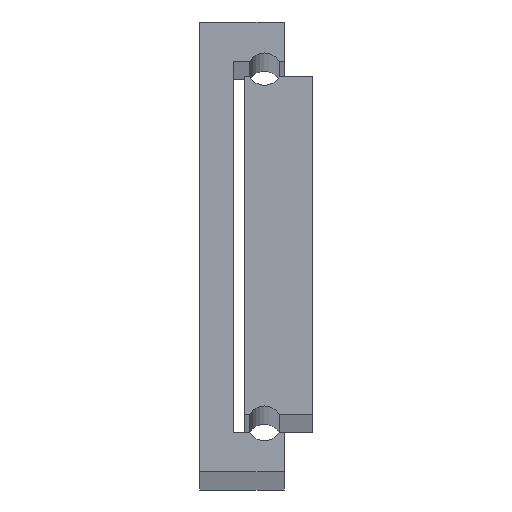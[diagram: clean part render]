
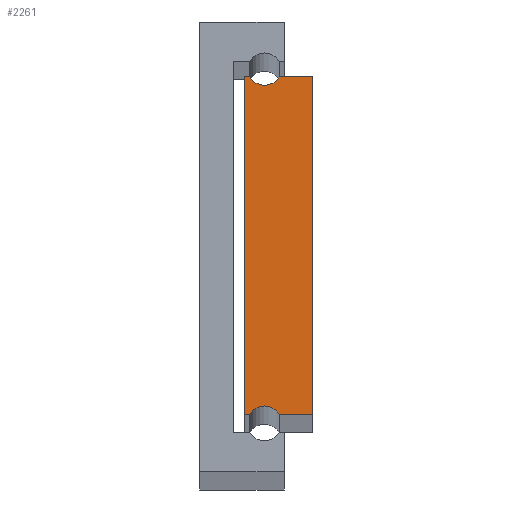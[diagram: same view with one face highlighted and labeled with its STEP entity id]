
A CAD part, top view. The second image highlights one B-rep face of the part: STEP entity #2261.
In plain terms, the highlighted planar face has unit normal (0, 0, 1).
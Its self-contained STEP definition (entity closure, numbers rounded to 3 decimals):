
#16 = CARTESIAN_POINT ( 'NONE',  ( -0.571, 80.424, 925. ) ) ;
#67 = EDGE_LOOP ( 'NONE', ( #3112, #286, #537, #2165, #1605, #83, #2477, #1630 ) ) ;
#83 = ORIENTED_EDGE ( 'NONE', *, *, #2316, .T. ) ;
#130 = EDGE_CURVE ( 'NONE', #1747, #1180, #1314, .T. ) ;
#134 = CARTESIAN_POINT ( 'NONE',  ( 7.929, 78.924, 925. ) ) ;
#154 = PLANE ( 'NONE',  #649 ) ;
#215 = DIRECTION ( 'NONE',  ( 1., 0., 0. ) ) ;
#240 = DIRECTION ( 'NONE',  ( 0., -1., 0. ) ) ;
#286 = ORIENTED_EDGE ( 'NONE', *, *, #130, .T. ) ;
#303 = VECTOR ( 'NONE', #594, 1000. ) ;
#317 = EDGE_CURVE ( 'NONE', #1180, #3019, #920, .T. ) ;
#355 = CARTESIAN_POINT ( 'NONE',  ( -4.071, 18.924, 925. ) ) ;
#453 = CIRCLE ( 'NONE', #2225, 3. ) ;
#469 = CARTESIAN_POINT ( 'NONE',  ( -4.071, 18.924, 925. ) ) ;
#537 = ORIENTED_EDGE ( 'NONE', *, *, #317, .T. ) ;
#594 = DIRECTION ( 'NONE',  ( 0., 1., 0. ) ) ;
#649 = AXIS2_PLACEMENT_3D ( 'NONE', #3007, #804, #2803 ) ;
#684 = VERTEX_POINT ( 'NONE', #889 ) ;
#694 = LINE ( 'NONE', #1417, #3036 ) ;
#698 = CARTESIAN_POINT ( 'NONE',  ( -3.169, 18.924, 925. ) ) ;
#703 = LINE ( 'NONE', #1628, #890 ) ;
#714 = VECTOR ( 'NONE', #1081, 1000. ) ;
#804 = DIRECTION ( 'NONE',  ( 0., 0., -1. ) ) ;
#832 = VERTEX_POINT ( 'NONE', #1973 ) ;
#858 = DIRECTION ( 'NONE',  ( -1., 0., 0. ) ) ;
#876 = CARTESIAN_POINT ( 'NONE',  ( 2.027, 78.924, 925. ) ) ;
#889 = CARTESIAN_POINT ( 'NONE',  ( 7.929, 78.924, 925. ) ) ;
#890 = VECTOR ( 'NONE', #215, 1000. ) ;
#920 = CIRCLE ( 'NONE', #3110, 3. ) ;
#1048 = CARTESIAN_POINT ( 'NONE',  ( -3.169, 78.924, 925. ) ) ;
#1054 = VERTEX_POINT ( 'NONE', #876 ) ;
#1078 = EDGE_CURVE ( 'NONE', #3019, #2478, #703, .T. ) ;
#1081 = DIRECTION ( 'NONE',  ( -1., 0., 0. ) ) ;
#1127 = CARTESIAN_POINT ( 'NONE',  ( -0.571, 17.424, 925. ) ) ;
#1180 = VERTEX_POINT ( 'NONE', #698 ) ;
#1275 = VECTOR ( 'NONE', #858, 1000. ) ;
#1298 = DIRECTION ( 'NONE',  ( 1., 0., 0. ) ) ;
#1314 = LINE ( 'NONE', #355, #2405 ) ;
#1417 = CARTESIAN_POINT ( 'NONE',  ( -4.071, 78.924, 925. ) ) ;
#1588 = EDGE_CURVE ( 'NONE', #1054, #2554, #453, .T. ) ;
#1605 = ORIENTED_EDGE ( 'NONE', *, *, #1961, .T. ) ;
#1628 = CARTESIAN_POINT ( 'NONE',  ( 2.027, 18.924, 925. ) ) ;
#1630 = ORIENTED_EDGE ( 'NONE', *, *, #2005, .T. ) ;
#1656 = CARTESIAN_POINT ( 'NONE',  ( 7.929, 18.924, 925. ) ) ;
#1747 = VERTEX_POINT ( 'NONE', #469 ) ;
#1815 = FACE_OUTER_BOUND ( 'NONE', #67, .T. ) ;
#1820 = CARTESIAN_POINT ( 'NONE',  ( 2.027, 18.924, 925. ) ) ;
#1961 = EDGE_CURVE ( 'NONE', #2478, #684, #2037, .T. ) ;
#1962 = DIRECTION ( 'NONE',  ( 1., 0., 0. ) ) ;
#1973 = CARTESIAN_POINT ( 'NONE',  ( -4.071, 78.924, 925. ) ) ;
#2005 = EDGE_CURVE ( 'NONE', #2554, #832, #2548, .T. ) ;
#2037 = LINE ( 'NONE', #2294, #303 ) ;
#2117 = DIRECTION ( 'NONE',  ( 0., 0., -1. ) ) ;
#2139 = LINE ( 'NONE', #134, #1275 ) ;
#2165 = ORIENTED_EDGE ( 'NONE', *, *, #1078, .T. ) ;
#2225 = AXIS2_PLACEMENT_3D ( 'NONE', #16, #2898, #1962 ) ;
#2261 = ADVANCED_FACE ( 'NONE', ( #1815 ), #154, .F. ) ;
#2294 = CARTESIAN_POINT ( 'NONE',  ( 7.929, 18.924, 925. ) ) ;
#2308 = CARTESIAN_POINT ( 'NONE',  ( -3.169, 78.924, 925. ) ) ;
#2316 = EDGE_CURVE ( 'NONE', #684, #1054, #2139, .T. ) ;
#2405 = VECTOR ( 'NONE', #1298, 1000. ) ;
#2477 = ORIENTED_EDGE ( 'NONE', *, *, #1588, .T. ) ;
#2478 = VERTEX_POINT ( 'NONE', #1656 ) ;
#2503 = EDGE_CURVE ( 'NONE', #832, #1747, #694, .T. ) ;
#2548 = LINE ( 'NONE', #2308, #714 ) ;
#2554 = VERTEX_POINT ( 'NONE', #1048 ) ;
#2803 = DIRECTION ( 'NONE',  ( -1., 0., 0. ) ) ;
#2852 = DIRECTION ( 'NONE',  ( -1., 0., 0. ) ) ;
#2898 = DIRECTION ( 'NONE',  ( 0., 0., -1. ) ) ;
#3007 = CARTESIAN_POINT ( 'NONE',  ( -0.571, 17.424, 925. ) ) ;
#3019 = VERTEX_POINT ( 'NONE', #1820 ) ;
#3036 = VECTOR ( 'NONE', #240, 1000. ) ;
#3110 = AXIS2_PLACEMENT_3D ( 'NONE', #1127, #2117, #2852 ) ;
#3112 = ORIENTED_EDGE ( 'NONE', *, *, #2503, .T. ) ;
